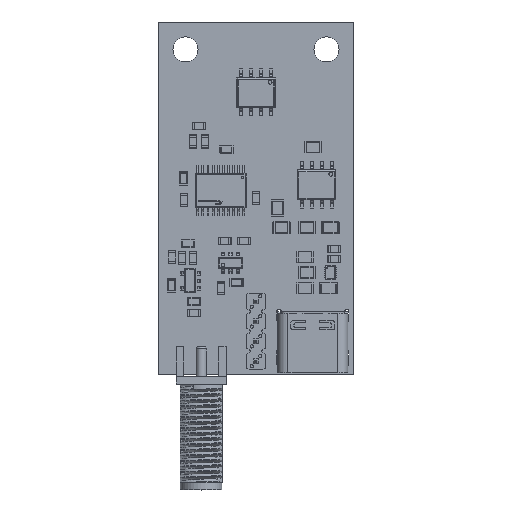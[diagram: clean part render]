
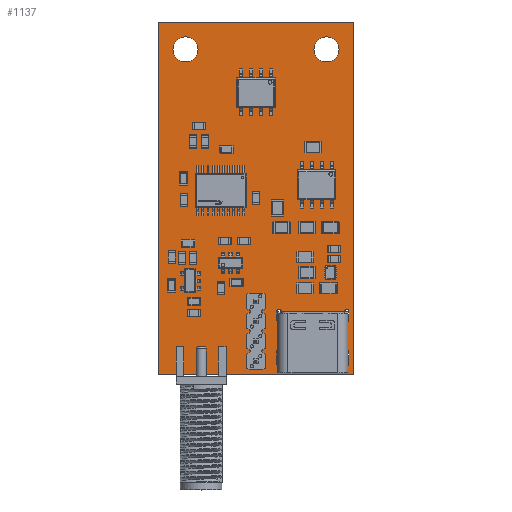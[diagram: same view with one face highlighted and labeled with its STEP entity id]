
A CAD part, top view. The second image highlights one B-rep face of the part: STEP entity #1137.
In plain terms, the highlighted planar face has unit normal (0, 0, 1).
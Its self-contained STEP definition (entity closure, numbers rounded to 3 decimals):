
#256 = VERTEX_POINT('',#257);
#257 = CARTESIAN_POINT('',(0.,0.,1.59));
#263 = EDGE_CURVE('',#256,#264,#266,.T.);
#264 = VERTEX_POINT('',#265);
#265 = CARTESIAN_POINT('',(0.,45.,1.59));
#266 = LINE('',#267,#268);
#267 = CARTESIAN_POINT('',(0.,0.,1.59));
#268 = VECTOR('',#269,1.);
#269 = DIRECTION('',(0.,1.,0.));
#294 = EDGE_CURVE('',#264,#295,#297,.T.);
#295 = VERTEX_POINT('',#296);
#296 = CARTESIAN_POINT('',(25.,45.,1.59));
#297 = LINE('',#298,#299);
#298 = CARTESIAN_POINT('',(0.,45.,1.59));
#299 = VECTOR('',#300,1.);
#300 = DIRECTION('',(1.,0.,0.));
#325 = EDGE_CURVE('',#295,#326,#328,.T.);
#326 = VERTEX_POINT('',#327);
#327 = CARTESIAN_POINT('',(25.,0.,1.59));
#328 = LINE('',#329,#330);
#329 = CARTESIAN_POINT('',(25.,45.,1.59));
#330 = VECTOR('',#331,1.);
#331 = DIRECTION('',(0.,-1.,0.));
#356 = EDGE_CURVE('',#326,#256,#357,.T.);
#357 = LINE('',#358,#359);
#358 = CARTESIAN_POINT('',(25.,0.,1.59));
#359 = VECTOR('',#360,1.);
#360 = DIRECTION('',(-1.,0.,0.));
#380 = VERTEX_POINT('',#381);
#381 = CARTESIAN_POINT('',(13.05,4.23,1.59));
#387 = EDGE_CURVE('',#380,#380,#388,.T.);
#388 = CIRCLE('',#389,0.55);
#389 = AXIS2_PLACEMENT_3D('',#390,#391,#392);
#390 = CARTESIAN_POINT('',(12.5,4.23,1.59));
#391 = DIRECTION('',(0.,0.,1.));
#392 = DIRECTION('',(1.,0.,-0.));
#413 = VERTEX_POINT('',#414);
#414 = CARTESIAN_POINT('',(13.05,1.69,1.59));
#420 = EDGE_CURVE('',#413,#413,#421,.T.);
#421 = CIRCLE('',#422,0.55);
#422 = AXIS2_PLACEMENT_3D('',#423,#424,#425);
#423 = CARTESIAN_POINT('',(12.5,1.69,1.59));
#424 = DIRECTION('',(0.,0.,1.));
#425 = DIRECTION('',(1.,0.,-0.));
#446 = VERTEX_POINT('',#447);
#447 = CARTESIAN_POINT('',(5.1,41.5,1.59));
#453 = EDGE_CURVE('',#446,#446,#454,.T.);
#454 = CIRCLE('',#455,1.6);
#455 = AXIS2_PLACEMENT_3D('',#456,#457,#458);
#456 = CARTESIAN_POINT('',(3.5,41.5,1.59));
#457 = DIRECTION('',(0.,0.,1.));
#458 = DIRECTION('',(1.,0.,-0.));
#479 = VERTEX_POINT('',#480);
#480 = CARTESIAN_POINT('',(13.05,6.77,1.59));
#486 = EDGE_CURVE('',#479,#479,#487,.T.);
#487 = CIRCLE('',#488,0.55);
#488 = AXIS2_PLACEMENT_3D('',#489,#490,#491);
#489 = CARTESIAN_POINT('',(12.5,6.77,1.59));
#490 = DIRECTION('',(0.,0.,1.));
#491 = DIRECTION('',(1.,0.,-0.));
#512 = VERTEX_POINT('',#513);
#513 = CARTESIAN_POINT('',(13.05,9.31,1.59));
#519 = EDGE_CURVE('',#512,#512,#520,.T.);
#520 = CIRCLE('',#521,0.55);
#521 = AXIS2_PLACEMENT_3D('',#522,#523,#524);
#522 = CARTESIAN_POINT('',(12.5,9.31,1.59));
#523 = DIRECTION('',(0.,0.,1.));
#524 = DIRECTION('',(1.,0.,-0.));
#545 = VERTEX_POINT('',#546);
#546 = CARTESIAN_POINT('',(15.73,1.39,1.59));
#552 = EDGE_CURVE('',#545,#553,#555,.T.);
#553 = VERTEX_POINT('',#554);
#554 = CARTESIAN_POINT('',(15.73,2.89,1.59));
#555 = LINE('',#556,#557);
#556 = CARTESIAN_POINT('',(15.73,1.39,1.59));
#557 = VECTOR('',#558,1.);
#558 = DIRECTION('',(0.,1.,0.));
#583 = EDGE_CURVE('',#553,#584,#586,.T.);
#584 = VERTEX_POINT('',#585);
#585 = CARTESIAN_POINT('',(15.13,2.89,1.59));
#586 = CIRCLE('',#587,0.3);
#587 = AXIS2_PLACEMENT_3D('',#588,#589,#590);
#588 = CARTESIAN_POINT('',(15.43,2.89,1.59));
#589 = DIRECTION('',(0.,0.,1.));
#590 = DIRECTION('',(1.,0.,-0.));
#616 = EDGE_CURVE('',#584,#617,#619,.T.);
#617 = VERTEX_POINT('',#618);
#618 = CARTESIAN_POINT('',(15.13,1.39,1.59));
#619 = LINE('',#620,#621);
#620 = CARTESIAN_POINT('',(15.13,2.89,1.59));
#621 = VECTOR('',#622,1.);
#622 = DIRECTION('',(0.,-1.,0.));
#647 = EDGE_CURVE('',#617,#545,#648,.T.);
#648 = CIRCLE('',#649,0.3);
#649 = AXIS2_PLACEMENT_3D('',#650,#651,#652);
#650 = CARTESIAN_POINT('',(15.43,1.39,1.59));
#651 = DIRECTION('',(0.,0.,1.));
#652 = DIRECTION('',(-1.,0.,-0.));
#673 = VERTEX_POINT('',#674);
#674 = CARTESIAN_POINT('',(24.37,1.39,1.59));
#680 = EDGE_CURVE('',#673,#681,#683,.T.);
#681 = VERTEX_POINT('',#682);
#682 = CARTESIAN_POINT('',(24.37,2.89,1.59));
#683 = LINE('',#684,#685);
#684 = CARTESIAN_POINT('',(24.37,1.39,1.59));
#685 = VECTOR('',#686,1.);
#686 = DIRECTION('',(0.,1.,0.));
#711 = EDGE_CURVE('',#681,#712,#714,.T.);
#712 = VERTEX_POINT('',#713);
#713 = CARTESIAN_POINT('',(23.77,2.89,1.59));
#714 = CIRCLE('',#715,0.3);
#715 = AXIS2_PLACEMENT_3D('',#716,#717,#718);
#716 = CARTESIAN_POINT('',(24.07,2.89,1.59));
#717 = DIRECTION('',(0.,0.,1.));
#718 = DIRECTION('',(1.,0.,-0.));
#744 = EDGE_CURVE('',#712,#745,#747,.T.);
#745 = VERTEX_POINT('',#746);
#746 = CARTESIAN_POINT('',(23.77,1.39,1.59));
#747 = LINE('',#748,#749);
#748 = CARTESIAN_POINT('',(23.77,2.89,1.59));
#749 = VECTOR('',#750,1.);
#750 = DIRECTION('',(0.,-1.,0.));
#775 = EDGE_CURVE('',#745,#673,#776,.T.);
#776 = CIRCLE('',#777,0.3);
#777 = AXIS2_PLACEMENT_3D('',#778,#779,#780);
#778 = CARTESIAN_POINT('',(24.07,1.39,1.59));
#779 = DIRECTION('',(0.,0.,1.));
#780 = DIRECTION('',(-1.,0.,-0.));
#801 = VERTEX_POINT('',#802);
#802 = CARTESIAN_POINT('',(15.73,7.,1.59));
#808 = EDGE_CURVE('',#801,#809,#811,.T.);
#809 = VERTEX_POINT('',#810);
#810 = CARTESIAN_POINT('',(15.73,8.,1.59));
#811 = LINE('',#812,#813);
#812 = CARTESIAN_POINT('',(15.73,7.,1.59));
#813 = VECTOR('',#814,1.);
#814 = DIRECTION('',(0.,1.,0.));
#839 = EDGE_CURVE('',#809,#840,#842,.T.);
#840 = VERTEX_POINT('',#841);
#841 = CARTESIAN_POINT('',(15.13,8.,1.59));
#842 = CIRCLE('',#843,0.3);
#843 = AXIS2_PLACEMENT_3D('',#844,#845,#846);
#844 = CARTESIAN_POINT('',(15.43,8.,1.59));
#845 = DIRECTION('',(0.,0.,1.));
#846 = DIRECTION('',(1.,0.,-0.));
#872 = EDGE_CURVE('',#840,#873,#875,.T.);
#873 = VERTEX_POINT('',#874);
#874 = CARTESIAN_POINT('',(15.13,7.,1.59));
#875 = LINE('',#876,#877);
#876 = CARTESIAN_POINT('',(15.13,8.,1.59));
#877 = VECTOR('',#878,1.);
#878 = DIRECTION('',(0.,-1.,0.));
#903 = EDGE_CURVE('',#873,#801,#904,.T.);
#904 = CIRCLE('',#905,0.3);
#905 = AXIS2_PLACEMENT_3D('',#906,#907,#908);
#906 = CARTESIAN_POINT('',(15.43,7.,1.59));
#907 = DIRECTION('',(0.,0.,1.));
#908 = DIRECTION('',(-1.,0.,-0.));
#929 = VERTEX_POINT('',#930);
#930 = CARTESIAN_POINT('',(24.37,7.,1.59));
#936 = EDGE_CURVE('',#929,#937,#939,.T.);
#937 = VERTEX_POINT('',#938);
#938 = CARTESIAN_POINT('',(24.37,8.,1.59));
#939 = LINE('',#940,#941);
#940 = CARTESIAN_POINT('',(24.37,7.,1.59));
#941 = VECTOR('',#942,1.);
#942 = DIRECTION('',(0.,1.,0.));
#967 = EDGE_CURVE('',#937,#968,#970,.T.);
#968 = VERTEX_POINT('',#969);
#969 = CARTESIAN_POINT('',(23.77,8.,1.59));
#970 = CIRCLE('',#971,0.3);
#971 = AXIS2_PLACEMENT_3D('',#972,#973,#974);
#972 = CARTESIAN_POINT('',(24.07,8.,1.59));
#973 = DIRECTION('',(0.,0.,1.));
#974 = DIRECTION('',(1.,0.,-0.));
#1000 = EDGE_CURVE('',#968,#1001,#1003,.T.);
#1001 = VERTEX_POINT('',#1002);
#1002 = CARTESIAN_POINT('',(23.77,7.,1.59));
#1003 = LINE('',#1004,#1005);
#1004 = CARTESIAN_POINT('',(23.77,8.,1.59));
#1005 = VECTOR('',#1006,1.);
#1006 = DIRECTION('',(0.,-1.,0.));
#1031 = EDGE_CURVE('',#1001,#929,#1032,.T.);
#1032 = CIRCLE('',#1033,0.3);
#1033 = AXIS2_PLACEMENT_3D('',#1034,#1035,#1036);
#1034 = CARTESIAN_POINT('',(24.07,7.,1.59));
#1035 = DIRECTION('',(0.,0.,1.));
#1036 = DIRECTION('',(-1.,0.,-0.));
#1057 = VERTEX_POINT('',#1058);
#1058 = CARTESIAN_POINT('',(23.1,41.5,1.59));
#1064 = EDGE_CURVE('',#1057,#1057,#1065,.T.);
#1065 = CIRCLE('',#1066,1.6);
#1066 = AXIS2_PLACEMENT_3D('',#1067,#1068,#1069);
#1067 = CARTESIAN_POINT('',(21.5,41.5,1.59));
#1068 = DIRECTION('',(0.,0.,1.));
#1069 = DIRECTION('',(1.,0.,-0.));
#1137 = ADVANCED_FACE('',(#1138,#1144,#1147,#1150,#1153,#1156,#1159,
    #1165,#1171,#1177,#1183),#1186,.F.);
#1138 = FACE_BOUND('',#1139,.F.);
#1139 = EDGE_LOOP('',(#1140,#1141,#1142,#1143));
#1140 = ORIENTED_EDGE('',*,*,#263,.T.);
#1141 = ORIENTED_EDGE('',*,*,#294,.T.);
#1142 = ORIENTED_EDGE('',*,*,#325,.T.);
#1143 = ORIENTED_EDGE('',*,*,#356,.T.);
#1144 = FACE_BOUND('',#1145,.F.);
#1145 = EDGE_LOOP('',(#1146));
#1146 = ORIENTED_EDGE('',*,*,#387,.T.);
#1147 = FACE_BOUND('',#1148,.F.);
#1148 = EDGE_LOOP('',(#1149));
#1149 = ORIENTED_EDGE('',*,*,#420,.T.);
#1150 = FACE_BOUND('',#1151,.F.);
#1151 = EDGE_LOOP('',(#1152));
#1152 = ORIENTED_EDGE('',*,*,#453,.T.);
#1153 = FACE_BOUND('',#1154,.F.);
#1154 = EDGE_LOOP('',(#1155));
#1155 = ORIENTED_EDGE('',*,*,#486,.T.);
#1156 = FACE_BOUND('',#1157,.F.);
#1157 = EDGE_LOOP('',(#1158));
#1158 = ORIENTED_EDGE('',*,*,#519,.T.);
#1159 = FACE_BOUND('',#1160,.F.);
#1160 = EDGE_LOOP('',(#1161,#1162,#1163,#1164));
#1161 = ORIENTED_EDGE('',*,*,#552,.T.);
#1162 = ORIENTED_EDGE('',*,*,#583,.T.);
#1163 = ORIENTED_EDGE('',*,*,#616,.T.);
#1164 = ORIENTED_EDGE('',*,*,#647,.T.);
#1165 = FACE_BOUND('',#1166,.F.);
#1166 = EDGE_LOOP('',(#1167,#1168,#1169,#1170));
#1167 = ORIENTED_EDGE('',*,*,#680,.T.);
#1168 = ORIENTED_EDGE('',*,*,#711,.T.);
#1169 = ORIENTED_EDGE('',*,*,#744,.T.);
#1170 = ORIENTED_EDGE('',*,*,#775,.T.);
#1171 = FACE_BOUND('',#1172,.F.);
#1172 = EDGE_LOOP('',(#1173,#1174,#1175,#1176));
#1173 = ORIENTED_EDGE('',*,*,#808,.T.);
#1174 = ORIENTED_EDGE('',*,*,#839,.T.);
#1175 = ORIENTED_EDGE('',*,*,#872,.T.);
#1176 = ORIENTED_EDGE('',*,*,#903,.T.);
#1177 = FACE_BOUND('',#1178,.F.);
#1178 = EDGE_LOOP('',(#1179,#1180,#1181,#1182));
#1179 = ORIENTED_EDGE('',*,*,#936,.T.);
#1180 = ORIENTED_EDGE('',*,*,#967,.T.);
#1181 = ORIENTED_EDGE('',*,*,#1000,.T.);
#1182 = ORIENTED_EDGE('',*,*,#1031,.T.);
#1183 = FACE_BOUND('',#1184,.F.);
#1184 = EDGE_LOOP('',(#1185));
#1185 = ORIENTED_EDGE('',*,*,#1064,.T.);
#1186 = PLANE('',#1187);
#1187 = AXIS2_PLACEMENT_3D('',#1188,#1189,#1190);
#1188 = CARTESIAN_POINT('',(12.5,22.5,1.59));
#1189 = DIRECTION('',(-0.,-0.,-1.));
#1190 = DIRECTION('',(-1.,0.,0.));
